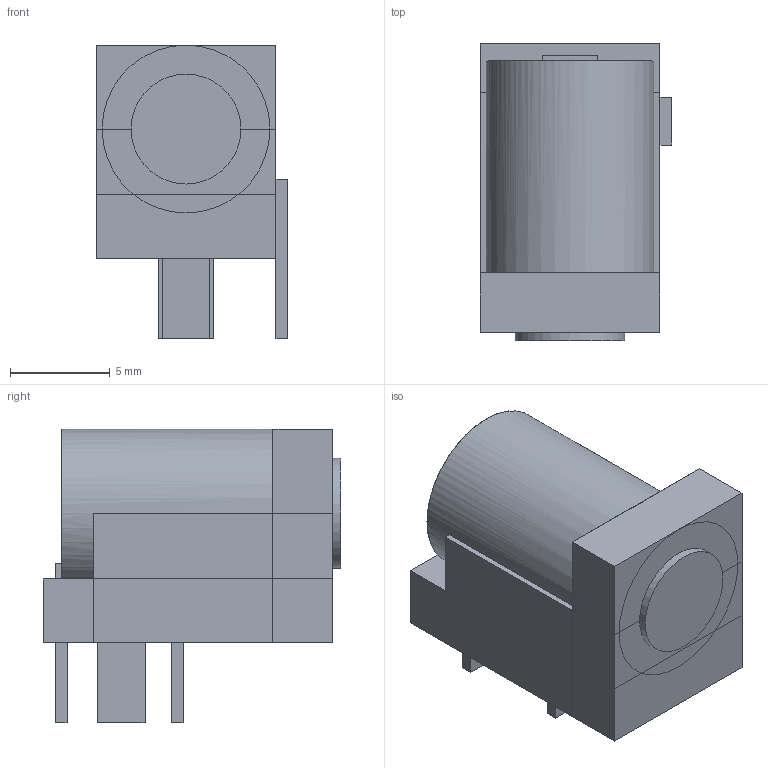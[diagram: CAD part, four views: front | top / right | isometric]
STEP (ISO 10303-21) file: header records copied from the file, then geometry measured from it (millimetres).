
FILE_DESCRIPTION(('FreeCAD Model'),'2;1');
FILE_NAME('Open CASCADE Shape Model','2025-09-21T11:07:51',(''),(''), 'Open CASCADE STEP processor 7.8','FreeCAD','Unknown');
FILE_SCHEMA(('AUTOMOTIVE_DESIGN { 1 0 10303 214 1 1 1 1 }'));
Length unit declared in the file: millimetre
Products named in the file (12): Unnamed; Group; cube003; cylinder001; cube005; cube004; difference; cylinder002; cube; cube001; cube002; cylinder
Assembly tree (11 placements, depth 2):
  Unnamed
    Group
    cube003
    cylinder001
    cube005
    cube004
    difference
    cylinder002
    cube
    cube001
    cube002
    cylinder
Bounding box: 9.6 x 14.9 x 14.7 mm (x, y, z)
Surface area: 3602.6 mm2
Topology: 11 solids, 11 shells, 77 faces, 162 edges, 108 vertices
Faces by surface type: plane 71, cylinder 6
Full cylindrical faces by diameter (mm): 2.1 x1, 5.5 x2, 8.4 x1
Entity records: 2337 total; most frequent: DIRECTION 360, CARTESIAN_POINT 359, ORIENTED_EDGE 324, EDGE_CURVE 162, LINE 142, VECTOR 142, AXIS2_PLACEMENT_3D 109, VERTEX_POINT 108
